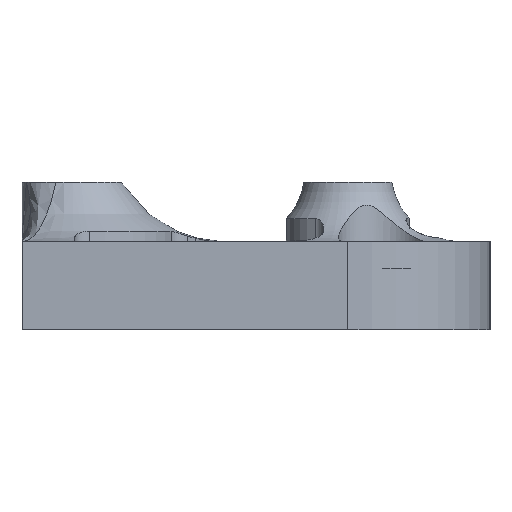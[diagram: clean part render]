
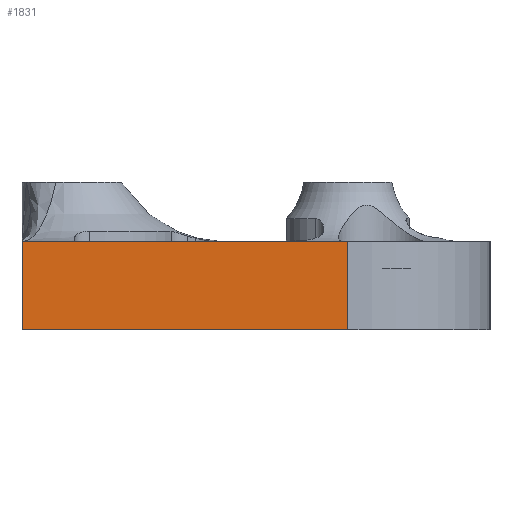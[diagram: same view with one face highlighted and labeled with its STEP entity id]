
A CAD part, left-side view. The second image highlights one B-rep face of the part: STEP entity #1831.
In plain terms, the highlighted planar face has unit normal (-1, 0, 0).
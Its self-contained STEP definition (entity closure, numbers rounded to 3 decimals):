
#84=PLANE('',#2048);
#150=FACE_OUTER_BOUND('',#258,.T.);
#258=EDGE_LOOP('',(#1548,#1549,#1550,#1551));
#346=LINE('',#2953,#474);
#352=LINE('',#2982,#480);
#370=LINE('',#3164,#498);
#392=LINE('',#3546,#520);
#474=VECTOR('',#2266,10.);
#480=VECTOR('',#2292,10.);
#498=VECTOR('',#2370,10.);
#520=VECTOR('',#2540,10.);
#761=VERTEX_POINT('',#2950);
#762=VERTEX_POINT('',#2952);
#775=VERTEX_POINT('',#2980);
#811=VERTEX_POINT('',#3162);
#969=EDGE_CURVE('',#761,#762,#346,.T.);
#984=EDGE_CURVE('',#761,#775,#352,.T.);
#1032=EDGE_CURVE('',#775,#811,#370,.T.);
#1113=EDGE_CURVE('',#811,#762,#392,.T.);
#1548=ORIENTED_EDGE('',*,*,#1032,.T.);
#1549=ORIENTED_EDGE('',*,*,#1113,.T.);
#1550=ORIENTED_EDGE('',*,*,#969,.F.);
#1551=ORIENTED_EDGE('',*,*,#984,.T.);
#1831=ADVANCED_FACE('',(#150),#84,.F.);
#2048=AXIS2_PLACEMENT_3D('',#3545,#2538,#2539);
#2266=DIRECTION('',(0.,-1.,0.));
#2292=DIRECTION('',(0.,0.,-1.));
#2370=DIRECTION('',(0.,-1.,0.));
#2538=DIRECTION('center_axis',(1.,0.,0.));
#2539=DIRECTION('ref_axis',(0.,1.,0.));
#2540=DIRECTION('',(0.,0.,1.));
#2950=CARTESIAN_POINT('',(-30.,29.72,5.));
#2952=CARTESIAN_POINT('',(-30.,11.203,5.));
#2953=CARTESIAN_POINT('',(-30.,-12.5,5.));
#2980=CARTESIAN_POINT('',(-30.,29.72,0.));
#2982=CARTESIAN_POINT('',(-30.,29.72,2.));
#3162=CARTESIAN_POINT('',(-30.,11.203,0.));
#3164=CARTESIAN_POINT('',(-30.,29.72,0.));
#3545=CARTESIAN_POINT('Origin',(-30.,-28.5,0.));
#3546=CARTESIAN_POINT('',(-30.,11.203,5.));
